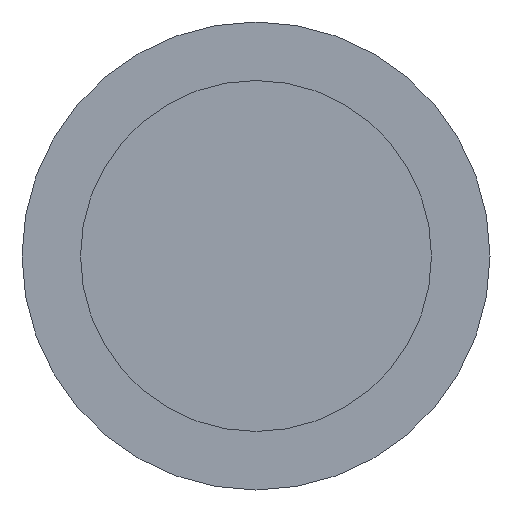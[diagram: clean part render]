
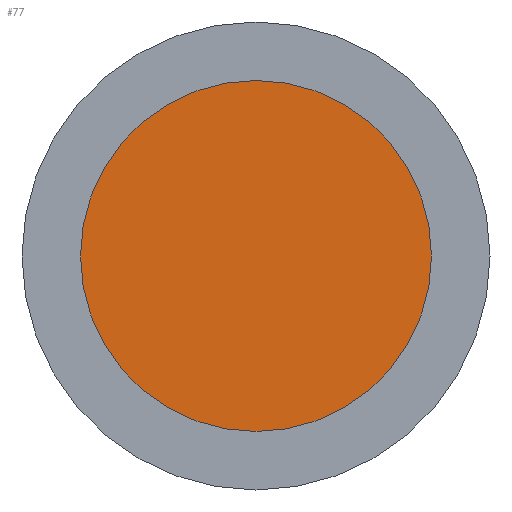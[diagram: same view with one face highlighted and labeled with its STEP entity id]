
A CAD part, left-side view. The second image highlights one B-rep face of the part: STEP entity #77.
In plain terms, the highlighted planar face has unit normal (-1, 0, 0).
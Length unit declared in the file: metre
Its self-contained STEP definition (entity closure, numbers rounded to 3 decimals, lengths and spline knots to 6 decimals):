
#14=PLANE('',#101);
#23=ORIENTED_EDGE('',*,*,#32,.T.);
#32=EDGE_CURVE('',#38,#38,#44,.T.);
#38=VERTEX_POINT('',#149);
#44=CIRCLE('',#102,0.015);
#53=EDGE_LOOP('',(#23));
#65=FACE_BOUND('',#53,.T.);
#77=ADVANCED_FACE('',(#65),#14,.T.);
#101=AXIS2_PLACEMENT_3D('',#147,#124,#125);
#102=AXIS2_PLACEMENT_3D('',#148,#126,#127);
#124=DIRECTION('',(-1.,0.,0.));
#125=DIRECTION('',(0.,0.,1.));
#126=DIRECTION('',(-1.,0.,0.));
#127=DIRECTION('',(0.,-1.,0.));
#147=CARTESIAN_POINT('',(-0.045,-0.0075,0.));
#148=CARTESIAN_POINT('',(-0.045,0.,0.));
#149=CARTESIAN_POINT('',(-0.045,-0.015,0.));
